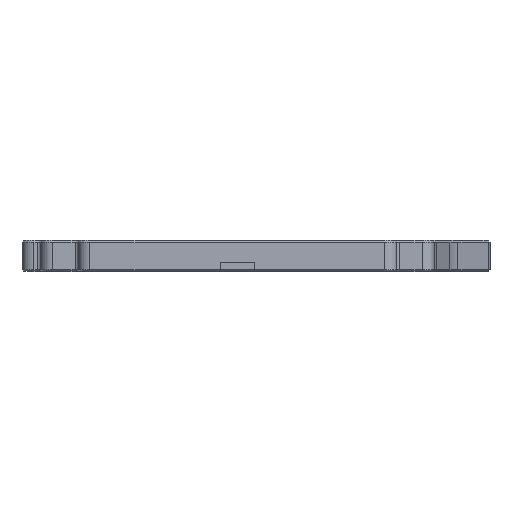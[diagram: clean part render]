
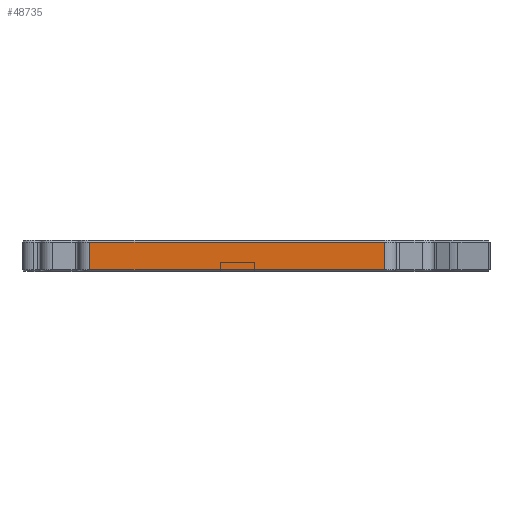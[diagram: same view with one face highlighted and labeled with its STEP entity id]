
A CAD part, left-side view. The second image highlights one B-rep face of the part: STEP entity #48735.
In plain terms, the highlighted planar face has unit normal (-1, 0, 0).
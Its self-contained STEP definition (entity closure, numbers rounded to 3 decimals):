
#47404 = VERTEX_POINT('',#47405);
#47405 = CARTESIAN_POINT('',(-40.5,85.,0.4));
#47429 = VERTEX_POINT('',#47430);
#47430 = CARTESIAN_POINT('',(-40.5,10.,0.4));
#47438 = EDGE_CURVE('',#47429,#47404,#47439,.T.);
#47439 = LINE('',#47440,#47441);
#47440 = CARTESIAN_POINT('',(-40.5,10.,0.4));
#47441 = VECTOR('',#47442,1.);
#47442 = DIRECTION('',(0.,1.,0.));
#48714 = EDGE_CURVE('',#47404,#48715,#48717,.T.);
#48715 = VERTEX_POINT('',#48716);
#48716 = CARTESIAN_POINT('',(-40.5,85.,7.4));
#48717 = LINE('',#48718,#48719);
#48718 = CARTESIAN_POINT('',(-40.5,85.,0.));
#48719 = VECTOR('',#48720,1.);
#48720 = DIRECTION('',(0.,0.,1.));
#48735 = ADVANCED_FACE('',(#48736),#48754,.F.);
#48736 = FACE_BOUND('',#48737,.F.);
#48737 = EDGE_LOOP('',(#48738,#48746,#48747,#48748));
#48738 = ORIENTED_EDGE('',*,*,#48739,.F.);
#48739 = EDGE_CURVE('',#47429,#48740,#48742,.T.);
#48740 = VERTEX_POINT('',#48741);
#48741 = CARTESIAN_POINT('',(-40.5,10.,7.4));
#48742 = LINE('',#48743,#48744);
#48743 = CARTESIAN_POINT('',(-40.5,10.,0.));
#48744 = VECTOR('',#48745,1.);
#48745 = DIRECTION('',(0.,0.,1.));
#48746 = ORIENTED_EDGE('',*,*,#47438,.T.);
#48747 = ORIENTED_EDGE('',*,*,#48714,.T.);
#48748 = ORIENTED_EDGE('',*,*,#48749,.F.);
#48749 = EDGE_CURVE('',#48740,#48715,#48750,.T.);
#48750 = LINE('',#48751,#48752);
#48751 = CARTESIAN_POINT('',(-40.5,10.,7.4));
#48752 = VECTOR('',#48753,1.);
#48753 = DIRECTION('',(0.,1.,0.));
#48754 = PLANE('',#48755);
#48755 = AXIS2_PLACEMENT_3D('',#48756,#48757,#48758);
#48756 = CARTESIAN_POINT('',(-40.5,85.,0.));
#48757 = DIRECTION('',(1.,0.,0.));
#48758 = DIRECTION('',(0.,-1.,0.));
